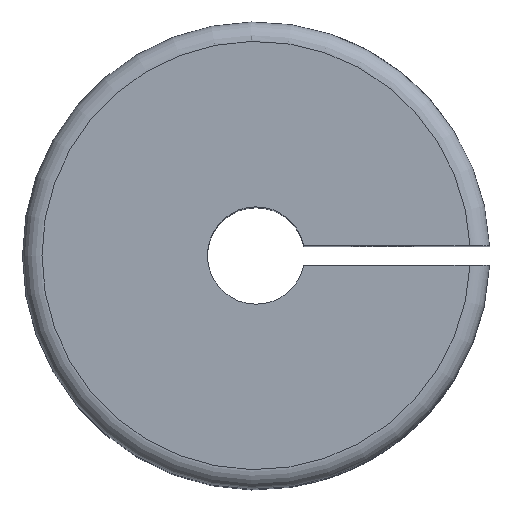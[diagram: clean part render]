
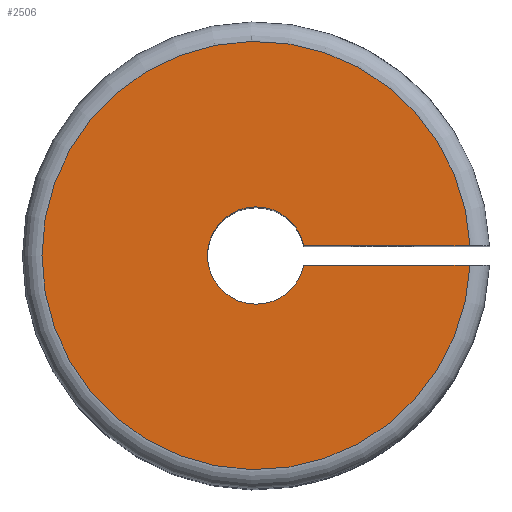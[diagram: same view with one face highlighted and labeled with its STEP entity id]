
A CAD part, top view. The second image highlights one B-rep face of the part: STEP entity #2506.
In plain terms, the highlighted planar face has unit normal (0, 0, 1).
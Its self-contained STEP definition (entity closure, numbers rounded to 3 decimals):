
#43 = PLANE('',#44);
#44 = AXIS2_PLACEMENT_3D('',#45,#46,#47);
#45 = CARTESIAN_POINT('',(0.,0.5,-1.));
#46 = DIRECTION('',(0.,1.,0.));
#47 = DIRECTION('',(0.,0.,1.));
#98 = PLANE('',#99);
#99 = AXIS2_PLACEMENT_3D('',#100,#101,#102);
#100 = CARTESIAN_POINT('',(0.,-0.5,-1.));
#101 = DIRECTION('',(0.,1.,0.));
#102 = DIRECTION('',(0.,0.,1.));
#124 = TOROIDAL_SURFACE('',#125,11.,1.);
#125 = AXIS2_PLACEMENT_3D('',#126,#127,#128);
#126 = CARTESIAN_POINT('',(0.,0.,27.));
#127 = DIRECTION('',(0.,0.,1.));
#128 = DIRECTION('',(1.,0.,0.));
#1301 = VERTEX_POINT('',#1302);
#1302 = CARTESIAN_POINT('',(2.449,0.5,28.));
#1315 = CYLINDRICAL_SURFACE('',#1316,2.5);
#1316 = AXIS2_PLACEMENT_3D('',#1317,#1318,#1319);
#1317 = CARTESIAN_POINT('',(0.,0.,0.));
#1318 = DIRECTION('',(0.,0.,1.));
#1319 = DIRECTION('',(1.,0.,0.));
#1326 = EDGE_CURVE('',#1327,#1301,#1329,.T.);
#1327 = VERTEX_POINT('',#1328);
#1328 = CARTESIAN_POINT('',(10.989,0.5,28.));
#1329 = SURFACE_CURVE('',#1330,(#1334,#1340),.PCURVE_S1.);
#1330 = LINE('',#1331,#1332);
#1331 = CARTESIAN_POINT('',(0.,0.5,28.));
#1332 = VECTOR('',#1333,1.);
#1333 = DIRECTION('',(-1.,0.,0.));
#1334 = PCURVE('',#43,#1335);
#1335 = DEFINITIONAL_REPRESENTATION('',(#1336),#1339);
#1336 = B_SPLINE_CURVE_WITH_KNOTS('',1,(#1337,#1338),.UNSPECIFIED.,.F.,
  .F.,(2,2),(-11.,0.),.PIECEWISE_BEZIER_KNOTS.);
#1337 = CARTESIAN_POINT('',(29.,11.));
#1338 = CARTESIAN_POINT('',(29.,0.));
#1339 = ( GEOMETRIC_REPRESENTATION_CONTEXT(2) 
PARAMETRIC_REPRESENTATION_CONTEXT() REPRESENTATION_CONTEXT('2D SPACE',''
  ) );
#1340 = PCURVE('',#1341,#1346);
#1341 = PLANE('',#1342);
#1342 = AXIS2_PLACEMENT_3D('',#1343,#1344,#1345);
#1343 = CARTESIAN_POINT('',(0.,0.,28.));
#1344 = DIRECTION('',(0.,0.,1.));
#1345 = DIRECTION('',(1.,0.,0.));
#1346 = DEFINITIONAL_REPRESENTATION('',(#1347),#1350);
#1347 = B_SPLINE_CURVE_WITH_KNOTS('',1,(#1348,#1349),.UNSPECIFIED.,.F.,
  .F.,(2,2),(-11.,0.),.PIECEWISE_BEZIER_KNOTS.);
#1348 = CARTESIAN_POINT('',(11.,0.5));
#1349 = CARTESIAN_POINT('',(0.,0.5));
#1350 = ( GEOMETRIC_REPRESENTATION_CONTEXT(2) 
PARAMETRIC_REPRESENTATION_CONTEXT() REPRESENTATION_CONTEXT('2D SPACE',''
  ) );
#1485 = VERTEX_POINT('',#1486);
#1486 = CARTESIAN_POINT('',(10.989,-0.5,28.));
#1552 = EDGE_CURVE('',#1327,#1485,#1553,.T.);
#1553 = SURFACE_CURVE('',#1554,(#1559,#1566),.PCURVE_S1.);
#1554 = CIRCLE('',#1555,11.);
#1555 = AXIS2_PLACEMENT_3D('',#1556,#1557,#1558);
#1556 = CARTESIAN_POINT('',(0.,0.,28.));
#1557 = DIRECTION('',(0.,0.,1.));
#1558 = DIRECTION('',(1.,0.,0.));
#1559 = PCURVE('',#124,#1560);
#1560 = DEFINITIONAL_REPRESENTATION('',(#1561),#1565);
#1561 = LINE('',#1562,#1563);
#1562 = CARTESIAN_POINT('',(0.,1.571));
#1563 = VECTOR('',#1564,1.);
#1564 = DIRECTION('',(1.,0.));
#1565 = ( GEOMETRIC_REPRESENTATION_CONTEXT(2) 
PARAMETRIC_REPRESENTATION_CONTEXT() REPRESENTATION_CONTEXT('2D SPACE',''
  ) );
#1566 = PCURVE('',#1341,#1567);
#1567 = DEFINITIONAL_REPRESENTATION('',(#1568),#1572);
#1568 = CIRCLE('',#1569,11.);
#1569 = AXIS2_PLACEMENT_2D('',#1570,#1571);
#1570 = CARTESIAN_POINT('',(0.,0.));
#1571 = DIRECTION('',(1.,0.));
#1572 = ( GEOMETRIC_REPRESENTATION_CONTEXT(2) 
PARAMETRIC_REPRESENTATION_CONTEXT() REPRESENTATION_CONTEXT('2D SPACE',''
  ) );
#1669 = VERTEX_POINT('',#1670);
#1670 = CARTESIAN_POINT('',(2.449,-0.5,28.));
#1689 = EDGE_CURVE('',#1485,#1669,#1690,.T.);
#1690 = SURFACE_CURVE('',#1691,(#1695,#1701),.PCURVE_S1.);
#1691 = LINE('',#1692,#1693);
#1692 = CARTESIAN_POINT('',(0.,-0.5,28.));
#1693 = VECTOR('',#1694,1.);
#1694 = DIRECTION('',(-1.,0.,0.));
#1695 = PCURVE('',#98,#1696);
#1696 = DEFINITIONAL_REPRESENTATION('',(#1697),#1700);
#1697 = B_SPLINE_CURVE_WITH_KNOTS('',1,(#1698,#1699),.UNSPECIFIED.,.F.,
  .F.,(2,2),(-11.,0.),.PIECEWISE_BEZIER_KNOTS.);
#1698 = CARTESIAN_POINT('',(29.,11.));
#1699 = CARTESIAN_POINT('',(29.,0.));
#1700 = ( GEOMETRIC_REPRESENTATION_CONTEXT(2) 
PARAMETRIC_REPRESENTATION_CONTEXT() REPRESENTATION_CONTEXT('2D SPACE',''
  ) );
#1701 = PCURVE('',#1341,#1702);
#1702 = DEFINITIONAL_REPRESENTATION('',(#1703),#1706);
#1703 = B_SPLINE_CURVE_WITH_KNOTS('',1,(#1704,#1705),.UNSPECIFIED.,.F.,
  .F.,(2,2),(-11.,0.),.PIECEWISE_BEZIER_KNOTS.);
#1704 = CARTESIAN_POINT('',(11.,-0.5));
#1705 = CARTESIAN_POINT('',(0.,-0.5));
#1706 = ( GEOMETRIC_REPRESENTATION_CONTEXT(2) 
PARAMETRIC_REPRESENTATION_CONTEXT() REPRESENTATION_CONTEXT('2D SPACE',''
  ) );
#2506 = ADVANCED_FACE('',(#2507),#1341,.T.);
#2507 = FACE_BOUND('',#2508,.T.);
#2508 = EDGE_LOOP('',(#2509,#2510,#2511,#2512));
#2509 = ORIENTED_EDGE('',*,*,#1326,.F.);
#2510 = ORIENTED_EDGE('',*,*,#1552,.T.);
#2511 = ORIENTED_EDGE('',*,*,#1689,.T.);
#2512 = ORIENTED_EDGE('',*,*,#2513,.F.);
#2513 = EDGE_CURVE('',#1301,#1669,#2514,.T.);
#2514 = SURFACE_CURVE('',#2515,(#2520,#2527),.PCURVE_S1.);
#2515 = CIRCLE('',#2516,2.5);
#2516 = AXIS2_PLACEMENT_3D('',#2517,#2518,#2519);
#2517 = CARTESIAN_POINT('',(0.,0.,28.));
#2518 = DIRECTION('',(0.,0.,1.));
#2519 = DIRECTION('',(1.,0.,0.));
#2520 = PCURVE('',#1341,#2521);
#2521 = DEFINITIONAL_REPRESENTATION('',(#2522),#2526);
#2522 = CIRCLE('',#2523,2.5);
#2523 = AXIS2_PLACEMENT_2D('',#2524,#2525);
#2524 = CARTESIAN_POINT('',(0.,0.));
#2525 = DIRECTION('',(1.,0.));
#2526 = ( GEOMETRIC_REPRESENTATION_CONTEXT(2) 
PARAMETRIC_REPRESENTATION_CONTEXT() REPRESENTATION_CONTEXT('2D SPACE',''
  ) );
#2527 = PCURVE('',#1315,#2528);
#2528 = DEFINITIONAL_REPRESENTATION('',(#2529),#2533);
#2529 = LINE('',#2530,#2531);
#2530 = CARTESIAN_POINT('',(0.,28.));
#2531 = VECTOR('',#2532,1.);
#2532 = DIRECTION('',(1.,0.));
#2533 = ( GEOMETRIC_REPRESENTATION_CONTEXT(2) 
PARAMETRIC_REPRESENTATION_CONTEXT() REPRESENTATION_CONTEXT('2D SPACE',''
  ) );
